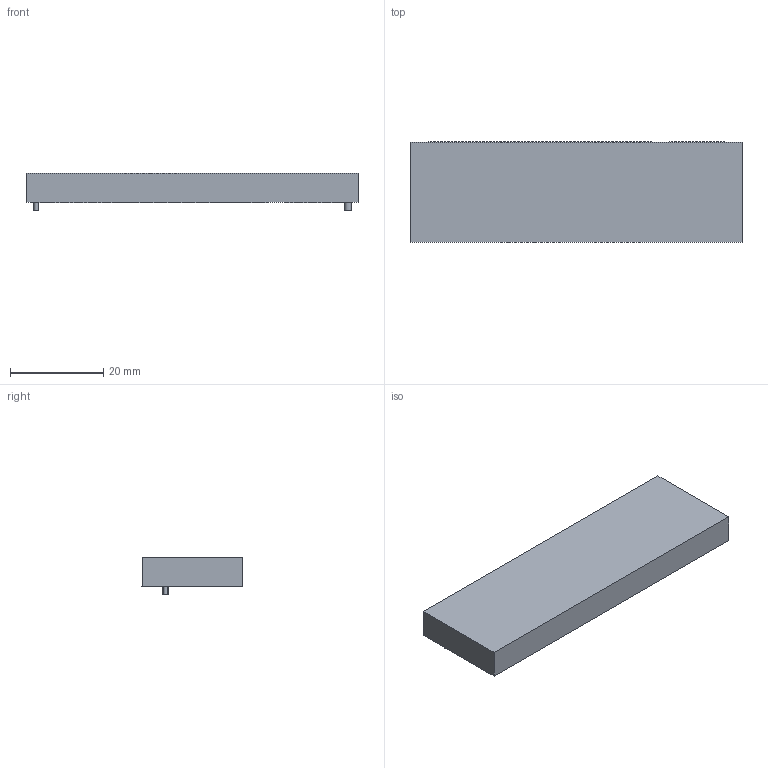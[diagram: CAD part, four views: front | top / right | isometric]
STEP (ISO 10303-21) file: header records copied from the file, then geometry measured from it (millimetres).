
FILE_DESCRIPTION(('FreeCAD Model'),'2;1');
FILE_NAME('13550339.1.10.stp','2021-01-31T18:17:12',( 'Author'),(''),'Open CASCADE STEP processor 6.9','FreeCAD','Unknown' );
FILE_SCHEMA(('AUTOMOTIVE_DESIGN { 1 0 10303 214 1 1 1 1 }'));
Length unit declared in the file: millimetre
Products named in the file (4): ASSEMBLY; Body; Pins; Lugs
Assembly tree (3 placements, depth 2):
  ASSEMBLY
    Body
    Pins
    Lugs
Bounding box: 71.1 x 21.52 x 8.03 mm (x, y, z)
Volume: 9518.7 mm3; surface area: 4581.5 mm2
Topology: 205 solids, 205 shells, 1224 faces, 2442 edges, 1628 vertices
Faces by surface type: plane 1222, cylinder 2
Full cylindrical faces by diameter (mm): 0.9 x1, 1.4 x1
Entity records: 64222 total; most frequent: CARTESIAN_POINT 10182, DIRECTION 9786, LINE 7318, VECTOR 7318, ORIENTED_EDGE 4884, PCURVE 4884, DEFINITIONAL_REPRESENTATION 4884, EDGE_CURVE 2442
